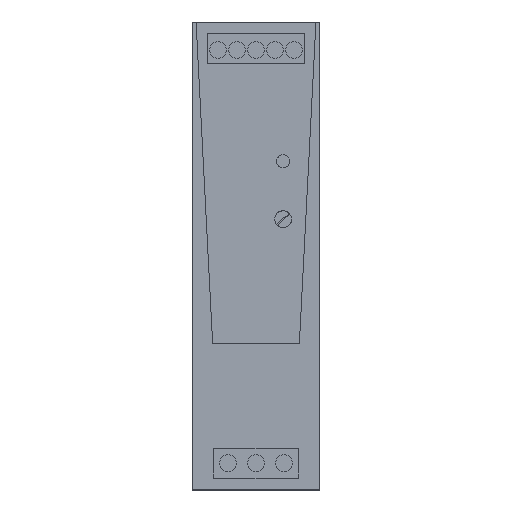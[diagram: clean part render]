
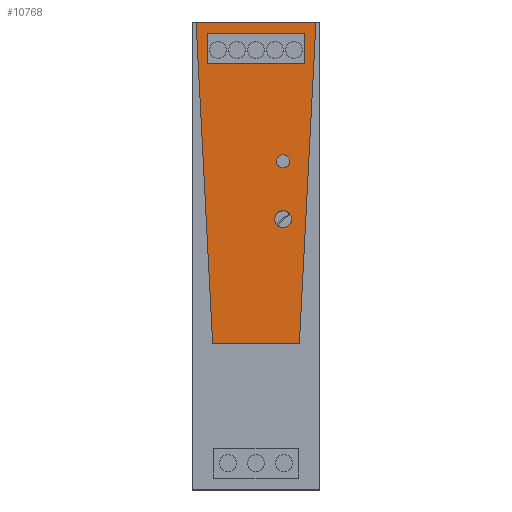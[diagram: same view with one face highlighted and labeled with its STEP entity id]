
A CAD part, top view. The second image highlights one B-rep face of the part: STEP entity #10768.
In plain terms, the highlighted planar face has unit normal (0, 0, 1).
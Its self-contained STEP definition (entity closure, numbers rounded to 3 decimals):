
#10403=AXIS2_PLACEMENT_3D('Plane Axis2P3D',#10400,#10401,#10402) ;
#10700=AXIS2_PLACEMENT_3D('Circle Axis2P3D',#10698,#10699,$) ;
#10709=AXIS2_PLACEMENT_3D('Circle Axis2P3D',#10707,#10708,$) ;
#10718=AXIS2_PLACEMENT_3D('Circle Axis2P3D',#10716,#10717,$) ;
#10727=AXIS2_PLACEMENT_3D('Circle Axis2P3D',#10725,#10726,$) ;
#10400=CARTESIAN_POINT('Axis2P3D Location',(0.,0.,109.)) ;
#10664=CARTESIAN_POINT('Line Origine',(17.,39.1,109.)) ;
#10668=CARTESIAN_POINT('Vertex',(5.4,39.1,109.)) ;
#10670=CARTESIAN_POINT('Vertex',(28.6,39.1,109.)) ;
#10673=CARTESIAN_POINT('Line Origine',(30.813,82.05,109.)) ;
#10677=CARTESIAN_POINT('Vertex',(33.026,125.,109.)) ;
#10680=CARTESIAN_POINT('Line Origine',(17.,125.,109.)) ;
#10684=CARTESIAN_POINT('Vertex',(0.974,125.,109.)) ;
#10687=CARTESIAN_POINT('Line Origine',(3.187,82.05,109.)) ;
#10698=CARTESIAN_POINT('Axis2P3D Location',(24.25,87.75,109.)) ;
#10702=CARTESIAN_POINT('Vertex',(22.5,87.75,109.)) ;
#10704=CARTESIAN_POINT('Vertex',(26.,87.75,109.)) ;
#10707=CARTESIAN_POINT('Axis2P3D Location',(24.25,87.75,109.)) ;
#10716=CARTESIAN_POINT('Axis2P3D Location',(24.25,72.25,109.)) ;
#10720=CARTESIAN_POINT('Vertex',(26.5,72.25,109.)) ;
#10722=CARTESIAN_POINT('Vertex',(22.,72.25,109.)) ;
#10725=CARTESIAN_POINT('Axis2P3D Location',(24.25,72.25,109.)) ;
#10734=CARTESIAN_POINT('Line Origine',(17.,122.,109.)) ;
#10738=CARTESIAN_POINT('Vertex',(30.1,122.,109.)) ;
#10740=CARTESIAN_POINT('Vertex',(3.9,122.,109.)) ;
#10743=CARTESIAN_POINT('Line Origine',(30.1,118.,109.)) ;
#10747=CARTESIAN_POINT('Vertex',(30.1,114.,109.)) ;
#10750=CARTESIAN_POINT('Line Origine',(17.,114.,109.)) ;
#10754=CARTESIAN_POINT('Vertex',(3.9,114.,109.)) ;
#10757=CARTESIAN_POINT('Line Origine',(3.9,118.,109.)) ;
#10401=DIRECTION('Axis2P3D Direction',(0.,0.,1.)) ;
#10402=DIRECTION('Axis2P3D XDirection',(1.,0.,0.)) ;
#10665=DIRECTION('Vector Direction',(1.,0.,0.)) ;
#10674=DIRECTION('Vector Direction',(-0.051,-0.999,0.)) ;
#10681=DIRECTION('Vector Direction',(-1.,0.,0.)) ;
#10688=DIRECTION('Vector Direction',(-0.051,0.999,0.)) ;
#10699=DIRECTION('Axis2P3D Direction',(0.,0.,1.)) ;
#10708=DIRECTION('Axis2P3D Direction',(0.,0.,1.)) ;
#10717=DIRECTION('Axis2P3D Direction',(0.,0.,1.)) ;
#10726=DIRECTION('Axis2P3D Direction',(0.,0.,1.)) ;
#10735=DIRECTION('Vector Direction',(-1.,0.,0.)) ;
#10744=DIRECTION('Vector Direction',(0.,-1.,0.)) ;
#10751=DIRECTION('Vector Direction',(-1.,0.,0.)) ;
#10758=DIRECTION('Vector Direction',(0.,-1.,0.)) ;
#10666=VECTOR('Line Direction',#10665,1.) ;
#10675=VECTOR('Line Direction',#10674,1.) ;
#10682=VECTOR('Line Direction',#10681,1.) ;
#10689=VECTOR('Line Direction',#10688,1.) ;
#10736=VECTOR('Line Direction',#10735,1.) ;
#10745=VECTOR('Line Direction',#10744,1.) ;
#10752=VECTOR('Line Direction',#10751,1.) ;
#10759=VECTOR('Line Direction',#10758,1.) ;
#10693=ORIENTED_EDGE('',*,*,#10672,.T.) ;
#10694=ORIENTED_EDGE('',*,*,#10679,.F.) ;
#10695=ORIENTED_EDGE('',*,*,#10686,.T.) ;
#10696=ORIENTED_EDGE('',*,*,#10691,.F.) ;
#10713=ORIENTED_EDGE('',*,*,#10706,.F.) ;
#10714=ORIENTED_EDGE('',*,*,#10711,.F.) ;
#10731=ORIENTED_EDGE('',*,*,#10724,.F.) ;
#10732=ORIENTED_EDGE('',*,*,#10729,.F.) ;
#10763=ORIENTED_EDGE('',*,*,#10742,.F.) ;
#10764=ORIENTED_EDGE('',*,*,#10749,.T.) ;
#10765=ORIENTED_EDGE('',*,*,#10756,.T.) ;
#10766=ORIENTED_EDGE('',*,*,#10761,.F.) ;
#10715=FACE_BOUND('',#10712,.T.) ;
#10733=FACE_BOUND('',#10730,.T.) ;
#10767=FACE_BOUND('',#10762,.T.) ;
#10768=ADVANCED_FACE('AUFDRUCK_ORANGE',(#10697,#10715,#10733,#10767),#10404,.T.) ;
#10701=CIRCLE('generated circle',#10700,1.75) ;
#10710=CIRCLE('generated circle',#10709,1.75) ;
#10719=CIRCLE('generated circle',#10718,2.25) ;
#10728=CIRCLE('generated circle',#10727,2.25) ;
#10672=EDGE_CURVE('',#10669,#10671,#10667,.T.) ;
#10679=EDGE_CURVE('',#10678,#10671,#10676,.T.) ;
#10686=EDGE_CURVE('',#10678,#10685,#10683,.T.) ;
#10691=EDGE_CURVE('',#10669,#10685,#10690,.T.) ;
#10706=EDGE_CURVE('',#10703,#10705,#10701,.T.) ;
#10711=EDGE_CURVE('',#10705,#10703,#10710,.T.) ;
#10724=EDGE_CURVE('',#10721,#10723,#10719,.T.) ;
#10729=EDGE_CURVE('',#10723,#10721,#10728,.T.) ;
#10742=EDGE_CURVE('',#10739,#10741,#10737,.T.) ;
#10749=EDGE_CURVE('',#10739,#10748,#10746,.T.) ;
#10756=EDGE_CURVE('',#10748,#10755,#10753,.T.) ;
#10761=EDGE_CURVE('',#10741,#10755,#10760,.T.) ;
#10692=EDGE_LOOP('',(#10693,#10694,#10695,#10696)) ;
#10712=EDGE_LOOP('',(#10713,#10714)) ;
#10730=EDGE_LOOP('',(#10731,#10732)) ;
#10762=EDGE_LOOP('',(#10763,#10764,#10765,#10766)) ;
#10697=FACE_OUTER_BOUND('',#10692,.T.) ;
#10667=LINE('Line',#10664,#10666) ;
#10676=LINE('Line',#10673,#10675) ;
#10683=LINE('Line',#10680,#10682) ;
#10690=LINE('Line',#10687,#10689) ;
#10737=LINE('Line',#10734,#10736) ;
#10746=LINE('Line',#10743,#10745) ;
#10753=LINE('Line',#10750,#10752) ;
#10760=LINE('Line',#10757,#10759) ;
#10404=PLANE('',#10403) ;
#10669=VERTEX_POINT('',#10668) ;
#10671=VERTEX_POINT('',#10670) ;
#10678=VERTEX_POINT('',#10677) ;
#10685=VERTEX_POINT('',#10684) ;
#10703=VERTEX_POINT('',#10702) ;
#10705=VERTEX_POINT('',#10704) ;
#10721=VERTEX_POINT('',#10720) ;
#10723=VERTEX_POINT('',#10722) ;
#10739=VERTEX_POINT('',#10738) ;
#10741=VERTEX_POINT('',#10740) ;
#10748=VERTEX_POINT('',#10747) ;
#10755=VERTEX_POINT('',#10754) ;
